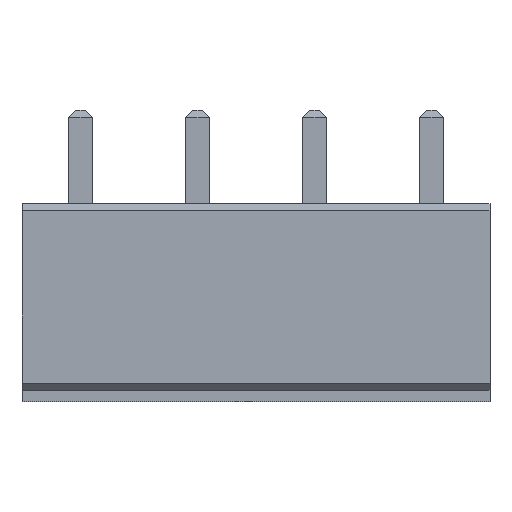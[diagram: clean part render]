
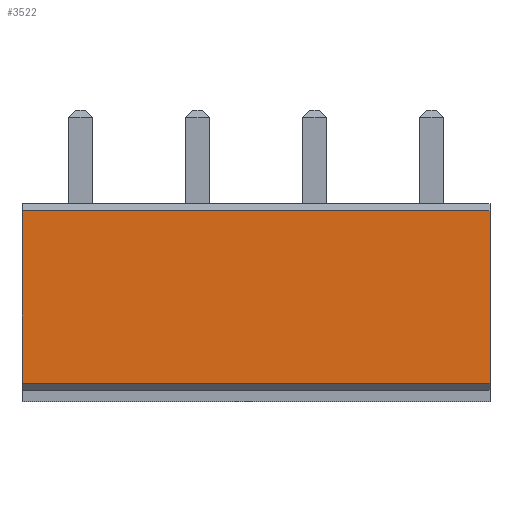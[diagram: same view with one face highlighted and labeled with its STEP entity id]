
A CAD part, front view. The second image highlights one B-rep face of the part: STEP entity #3522.
In plain terms, the highlighted planar face has unit normal (0, -1, 0).
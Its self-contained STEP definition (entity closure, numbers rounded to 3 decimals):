
#457 = ORIENTED_EDGE ( 'NONE', *, *, #1663, .F. ) ;
#553 = ORIENTED_EDGE ( 'NONE', *, *, #1652, .F. ) ;
#560 = ORIENTED_EDGE ( 'NONE', *, *, #4914, .T. ) ;
#569 = ORIENTED_EDGE ( 'NONE', *, *, #4913, .T. ) ;
#1060 = EDGE_LOOP ( 'NONE', ( #457, #560, #553, #569 ) ) ;
#1652 = EDGE_CURVE ( 'NONE', #3086, #3100, #3147, .T. ) ;
#1663 = EDGE_CURVE ( 'NONE', #3095, #3082, #3187, .T. ) ;
#2405 = CARTESIAN_POINT ( 'NONE',  ( 0., 0., 0. ) ) ;
#2412 = PLANE ( 'NONE',  #4264 ) ;
#2414 = DIRECTION ( 'NONE',  ( 0., 1., 0. ) ) ;
#2415 = DIRECTION ( 'NONE',  ( 0., 0., 1. ) ) ;
#2731 = CARTESIAN_POINT ( 'NONE',  ( -10., 0., 3.935 ) ) ;
#2741 = CARTESIAN_POINT ( 'NONE',  ( 10., 0., 3.935 ) ) ;
#2750 = CARTESIAN_POINT ( 'NONE',  ( -10., 0., -3.435 ) ) ;
#2755 = CARTESIAN_POINT ( 'NONE',  ( 10., 0., -3.435 ) ) ;
#3000 = DIRECTION ( 'NONE',  ( 0., 0., -1. ) ) ;
#3007 = CARTESIAN_POINT ( 'NONE',  ( 10., 0., 4.235 ) ) ;
#3082 = VERTEX_POINT ( 'NONE', #2731 ) ;
#3086 = VERTEX_POINT ( 'NONE', #2741 ) ;
#3095 = VERTEX_POINT ( 'NONE', #2750 ) ;
#3100 = VERTEX_POINT ( 'NONE', #2755 ) ;
#3147 = LINE ( 'NONE', #3007, #3153 ) ;
#3153 = VECTOR ( 'NONE', #3000, 1000. ) ;
#3187 = LINE ( 'NONE', #4705, #3192 ) ;
#3192 = VECTOR ( 'NONE', #4704, 1000. ) ;
#3522 = ADVANCED_FACE ( 'NONE', ( #3796 ), #2412, .F. ) ;
#3796 = FACE_OUTER_BOUND ( 'NONE', #1060, .T. ) ;
#4132 = LINE ( 'NONE', #4586, #4156 ) ;
#4152 = LINE ( 'NONE', #4611, #4154 ) ;
#4154 = VECTOR ( 'NONE', #4613, 1000. ) ;
#4156 = VECTOR ( 'NONE', #4614, 1000. ) ;
#4264 = AXIS2_PLACEMENT_3D ( 'NONE', #2405, #2414, #2415 ) ;
#4586 = CARTESIAN_POINT ( 'NONE',  ( 0., 0., -3.435 ) ) ;
#4611 = CARTESIAN_POINT ( 'NONE',  ( 0., 0., 3.935 ) ) ;
#4613 = DIRECTION ( 'NONE',  ( -1., 0., 0. ) ) ;
#4614 = DIRECTION ( 'NONE',  ( 1., 0., 0. ) ) ;
#4704 = DIRECTION ( 'NONE',  ( 0., 0., 1. ) ) ;
#4705 = CARTESIAN_POINT ( 'NONE',  ( -10., 0., 4.235 ) ) ;
#4913 = EDGE_CURVE ( 'NONE', #3086, #3082, #4152, .T. ) ;
#4914 = EDGE_CURVE ( 'NONE', #3095, #3100, #4132, .T. ) ;
